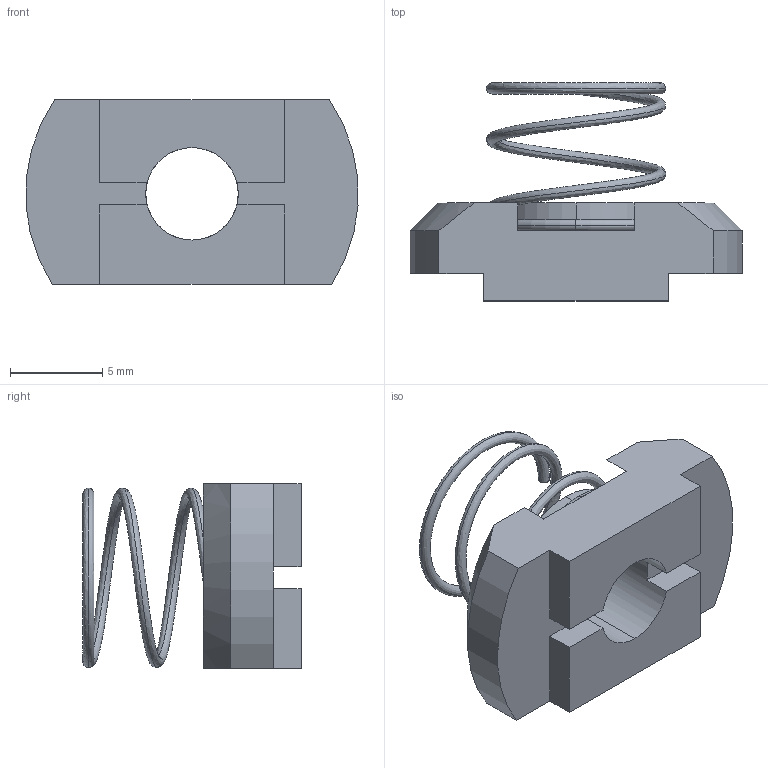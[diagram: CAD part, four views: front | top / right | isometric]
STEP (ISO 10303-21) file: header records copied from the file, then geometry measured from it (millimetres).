
FILE_DESCRIPTION (( 'STEP AP214' ), '1' );
FILE_NAME ('096f1006.STEP', '2013-11-12T10:53:39', ( 'DE01PC042' ), ( 'Fath GmbH' ), 'SwSTEP 2.0', 'SolidWorks 2012', '' );
FILE_SCHEMA (( 'AUTOMOTIVE_DESIGN' ));
Length unit declared in the file: millimetre
Products named in the file (3): 096f1006; 340me105; 096f1004r_10_06_r
Assembly tree (2 placements, depth 2):
  096f1006
    096f1004r_10_06_r
    340me105
Bounding box: 17.95 x 11.8 x 10 mm (x, y, z)
Volume: 617 mm3; surface area: 868.3 mm2
Topology: 2 solids, 2 shells, 41 faces, 109 edges, 68 vertices
Faces by surface type: plane 23, cylinder 8, torus 4, bspline 4, cone 2
Entity records: 2275 total; most frequent: CARTESIAN_POINT 1153, DIRECTION 213, ORIENTED_EDGE 210, EDGE_CURVE 105, AXIS2_PLACEMENT_3D 78, VERTEX_POINT 68, LINE 57, VECTOR 57
